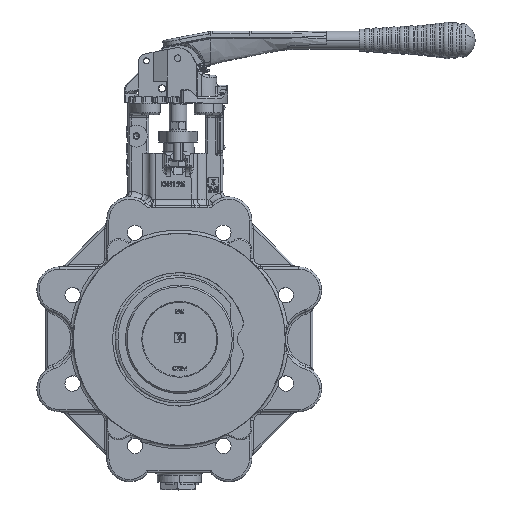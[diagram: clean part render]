
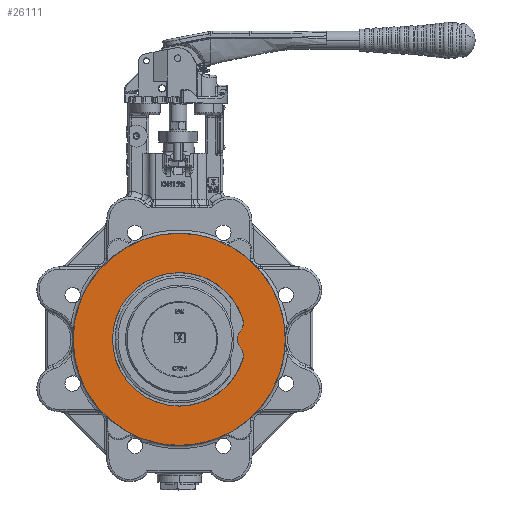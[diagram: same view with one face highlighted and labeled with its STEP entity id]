
A CAD part, top view. The second image highlights one B-rep face of the part: STEP entity #26111.
In plain terms, the highlighted planar face has unit normal (0, 0, 1).
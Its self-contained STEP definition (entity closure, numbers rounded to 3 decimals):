
#3979 = EDGE_CURVE ( 'NONE', #17468, #158588, #117128, .T. ) ;
#12758 = DIRECTION ( 'NONE',  ( 0., 0., -1. ) ) ;
#13581 = FACE_BOUND ( 'NONE', #38637, .T. ) ;
#17468 = VERTEX_POINT ( 'NONE', #34417 ) ;
#19485 = CIRCLE ( 'NONE', #119078, 60.75 ) ;
#23277 = CARTESIAN_POINT ( 'NONE',  ( 58.35, -15.106, 31. ) ) ;
#26111 = ADVANCED_FACE ( 'NONE', ( #103855, #13581 ), #105516, .F. ) ;
#28870 = EDGE_LOOP ( 'NONE', ( #133003, #29675 ) ) ;
#29675 = ORIENTED_EDGE ( 'NONE', *, *, #81790, .T. ) ;
#34417 = CARTESIAN_POINT ( 'NONE',  ( 57.76, -18.825, 31. ) ) ;
#35284 = EDGE_CURVE ( 'NONE', #64412, #160772, #66269, .T. ) ;
#38637 = EDGE_LOOP ( 'NONE', ( #57560, #61537, #120234, #128966, #116519, #46209, #104921 ) ) ;
#38883 = DIRECTION ( 'NONE',  ( -1., 0., 0. ) ) ;
#40271 = EDGE_CURVE ( 'NONE', #158588, #82381, #161240, .T. ) ;
#43061 = CARTESIAN_POINT ( 'NONE',  ( 0., 0., 31. ) ) ;
#44389 = AXIS2_PLACEMENT_3D ( 'NONE', #152567, #150913, #128088 ) ;
#46209 = ORIENTED_EDGE ( 'NONE', *, *, #40271, .F. ) ;
#51523 = CARTESIAN_POINT ( 'NONE',  ( 0., 0., 31. ) ) ;
#57139 = EDGE_CURVE ( 'NONE', #158989, #151185, #62440, .T. ) ;
#57560 = ORIENTED_EDGE ( 'NONE', *, *, #149211, .T. ) ;
#57671 = CARTESIAN_POINT ( 'NONE',  ( 96.5, 0., 31. ) ) ;
#59033 = AXIS2_PLACEMENT_3D ( 'NONE', #101646, #153069, #140407 ) ;
#59220 = DIRECTION ( 'NONE',  ( -1., 0., 0. ) ) ;
#61537 = ORIENTED_EDGE ( 'NONE', *, *, #159275, .T. ) ;
#62440 = CIRCLE ( 'NONE', #159590, 96.5 ) ;
#64412 = VERTEX_POINT ( 'NONE', #97648 ) ;
#65373 = DIRECTION ( 'NONE',  ( -1., 0., 0. ) ) ;
#66269 = CIRCLE ( 'NONE', #82402, 12. ) ;
#69102 = AXIS2_PLACEMENT_3D ( 'NONE', #98389, #109363, #146464 ) ;
#71607 = CARTESIAN_POINT ( 'NONE',  ( 55.675, -7.553, 31. ) ) ;
#75207 = CARTESIAN_POINT ( 'NONE',  ( 46.35, 15.106, 31. ) ) ;
#78766 = DIRECTION ( 'NONE',  ( -1., 0., 0. ) ) ;
#81790 = EDGE_CURVE ( 'NONE', #151185, #158989, #83388, .T. ) ;
#81852 = DIRECTION ( 'NONE',  ( 0., 0., -1. ) ) ;
#82381 = VERTEX_POINT ( 'NONE', #71607 ) ;
#82402 = AXIS2_PLACEMENT_3D ( 'NONE', #75207, #113185, #159774 ) ;
#82549 = AXIS2_PLACEMENT_3D ( 'NONE', #147638, #160282, #83546 ) ;
#83388 = CIRCLE ( 'NONE', #59033, 96.5 ) ;
#83546 = DIRECTION ( 'NONE',  ( -1., 0., 0. ) ) ;
#88691 = DIRECTION ( 'NONE',  ( 0., 0., 1. ) ) ;
#96044 = CIRCLE ( 'NONE', #82549, 60.75 ) ;
#97648 = CARTESIAN_POINT ( 'NONE',  ( 55.675, 7.553, 31. ) ) ;
#98086 = DIRECTION ( 'NONE',  ( 0., 0., -1. ) ) ;
#98132 = CIRCLE ( 'NONE', #114270, 60.75 ) ;
#98389 = CARTESIAN_POINT ( 'NONE',  ( 65., 0., 31. ) ) ;
#98731 = CARTESIAN_POINT ( 'NONE',  ( 0., 60.75, 31. ) ) ;
#98758 = CIRCLE ( 'NONE', #69102, 12. ) ;
#99300 = AXIS2_PLACEMENT_3D ( 'NONE', #142137, #129479, #65373 ) ;
#101646 = CARTESIAN_POINT ( 'NONE',  ( 0., 0., 31. ) ) ;
#103855 = FACE_OUTER_BOUND ( 'NONE', #28870, .T. ) ;
#104921 = ORIENTED_EDGE ( 'NONE', *, *, #3979, .F. ) ;
#105516 = PLANE ( 'NONE',  #162243 ) ;
#106342 = DIRECTION ( 'NONE',  ( -1., 0., 0. ) ) ;
#109363 = DIRECTION ( 'NONE',  ( 0., 0., 1. ) ) ;
#113185 = DIRECTION ( 'NONE',  ( 0., 0., 1. ) ) ;
#113489 = EDGE_CURVE ( 'NONE', #64412, #82381, #98758, .T. ) ;
#113507 = CARTESIAN_POINT ( 'NONE',  ( 0., -60.75, 31. ) ) ;
#114270 = AXIS2_PLACEMENT_3D ( 'NONE', #163813, #98086, #59220 ) ;
#116519 = ORIENTED_EDGE ( 'NONE', *, *, #113489, .T. ) ;
#117128 = CIRCLE ( 'NONE', #44389, 12. ) ;
#119078 = AXIS2_PLACEMENT_3D ( 'NONE', #43061, #81852, #78766 ) ;
#120234 = ORIENTED_EDGE ( 'NONE', *, *, #163036, .T. ) ;
#128088 = DIRECTION ( 'NONE',  ( -1., 0., 0. ) ) ;
#128966 = ORIENTED_EDGE ( 'NONE', *, *, #35284, .F. ) ;
#129479 = DIRECTION ( 'NONE',  ( 0., 0., 1. ) ) ;
#133003 = ORIENTED_EDGE ( 'NONE', *, *, #57139, .T. ) ;
#140407 = DIRECTION ( 'NONE',  ( -1., 0., 0. ) ) ;
#142137 = CARTESIAN_POINT ( 'NONE',  ( 46.35, -15.106, 31. ) ) ;
#144998 = CARTESIAN_POINT ( 'NONE',  ( -96.5, 0., 31. ) ) ;
#146062 = VERTEX_POINT ( 'NONE', #113507 ) ;
#146464 = DIRECTION ( 'NONE',  ( -1., 0., 0. ) ) ;
#147638 = CARTESIAN_POINT ( 'NONE',  ( 0., 0., 31. ) ) ;
#149211 = EDGE_CURVE ( 'NONE', #17468, #146062, #19485, .T. ) ;
#150913 = DIRECTION ( 'NONE',  ( 0., 0., 1. ) ) ;
#151185 = VERTEX_POINT ( 'NONE', #144998 ) ;
#152567 = CARTESIAN_POINT ( 'NONE',  ( 46.35, -15.106, 31. ) ) ;
#153069 = DIRECTION ( 'NONE',  ( 0., 0., 1. ) ) ;
#157744 = CARTESIAN_POINT ( 'NONE',  ( 26.523, 0., 31. ) ) ;
#158588 = VERTEX_POINT ( 'NONE', #23277 ) ;
#158989 = VERTEX_POINT ( 'NONE', #57671 ) ;
#159275 = EDGE_CURVE ( 'NONE', #146062, #162986, #98132, .T. ) ;
#159590 = AXIS2_PLACEMENT_3D ( 'NONE', #51523, #88691, #38883 ) ;
#159774 = DIRECTION ( 'NONE',  ( -1., 0., 0. ) ) ;
#160282 = DIRECTION ( 'NONE',  ( 0., 0., -1. ) ) ;
#160772 = VERTEX_POINT ( 'NONE', #162608 ) ;
#161240 = CIRCLE ( 'NONE', #99300, 12. ) ;
#162243 = AXIS2_PLACEMENT_3D ( 'NONE', #157744, #12758, #106342 ) ;
#162608 = CARTESIAN_POINT ( 'NONE',  ( 57.76, 18.825, 31. ) ) ;
#162986 = VERTEX_POINT ( 'NONE', #98731 ) ;
#163036 = EDGE_CURVE ( 'NONE', #162986, #160772, #96044, .T. ) ;
#163813 = CARTESIAN_POINT ( 'NONE',  ( 0., 0., 31. ) ) ;
